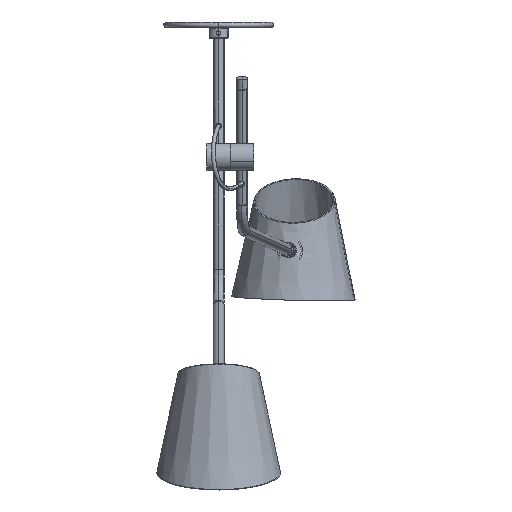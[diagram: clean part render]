
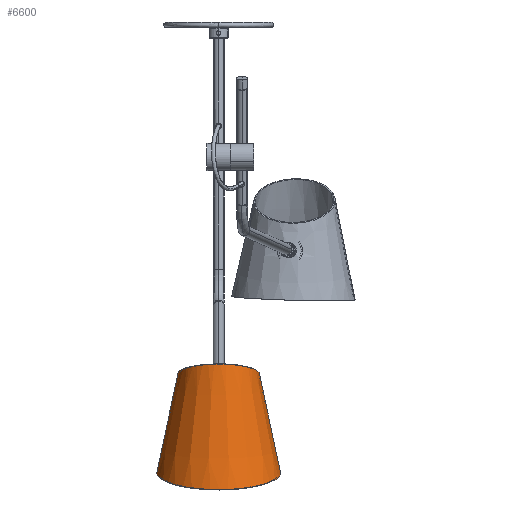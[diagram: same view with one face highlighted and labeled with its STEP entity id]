
A CAD part, top view. The second image highlights one B-rep face of the part: STEP entity #6600.
In plain terms, the highlighted conical face has half-angle 12 degrees and reference radius 43.087 mm.
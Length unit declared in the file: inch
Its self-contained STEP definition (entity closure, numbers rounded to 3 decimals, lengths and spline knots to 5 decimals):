
#742 = VECTOR ( 'NONE', #8462, 39.37008 ) ;
#1127 = VECTOR ( 'NONE', #7021, 39.37008 ) ;
#1726 = CONICAL_SURFACE ( 'NONE', #23078, 1.69635, 0.209 ) ;
#2150 = VERTEX_POINT ( 'NONE', #14296 ) ;
#3186 = VERTEX_POINT ( 'NONE', #12419 ) ;
#3837 = FACE_OUTER_BOUND ( 'NONE', #6663, .T. ) ;
#4032 = ORIENTED_EDGE ( 'NONE', *, *, #10069, .F. ) ;
#4416 = CARTESIAN_POINT ( 'NONE',  ( -2.41572, -6.10739, 10.35286 ) ) ;
#5708 = CARTESIAN_POINT ( 'NONE',  ( -0.72825, -0.1009, 8.26951 ) ) ;
#6354 = CARTESIAN_POINT ( 'NONE',  ( -3.54026, -5.29861, 7.53902 ) ) ;
#6600 = ADVANCED_FACE ( 'NONE', ( #3837 ), #1726, .F. ) ;
#6663 = EDGE_LOOP ( 'NONE', ( #23578, #4032, #14983, #15890 ) ) ;
#6907 = EDGE_CURVE ( 'NONE', #14690, #2150, #11935, .T. ) ;
#7021 = DIRECTION ( 'NONE',  ( -0.208, -0.969, -0.136 ) ) ;
#7297 = CARTESIAN_POINT ( 'NONE',  ( 1.11266, -0.77437, 8.17486 ) ) ;
#8313 = CARTESIAN_POINT ( 'NONE',  ( -0.72825, -6.10739, 10.35286 ) ) ;
#8462 = DIRECTION ( 'NONE',  ( -0.208, 0.969, 0.136 ) ) ;
#8470 = CARTESIAN_POINT ( 'NONE',  ( -3.5909, -5.76939, 9.17691 ) ) ;
#8992 = CARTESIAN_POINT ( 'NONE',  ( -2.56916, -0.77437, 8.17486 ) ) ;
#9073 = CARTESIAN_POINT ( 'NONE',  ( -2.31347, -0.0244, 11.48186 ) ) ;
#10069 = EDGE_CURVE ( 'NONE', #14690, #3186, #15660, .T. ) ;
#10989 = CARTESIAN_POINT ( 'NONE',  ( 1.59822, -3.03649, 7.85694 ) ) ;
#11096 = EDGE_CURVE ( 'NONE', #19807, #2150, #20596, .T. ) ;
#11935 =( BOUNDED_CURVE ( )  B_SPLINE_CURVE ( 3, ( #14024, #14271, #16259, #8313, #4416, #8470, #6354 ),
 .UNSPECIFIED., .F., .F. ) 
 B_SPLINE_CURVE_WITH_KNOTS ( ( 4, 3, 4 ),
 ( 4.68237, 6.28319, 7.884 ),
 .UNSPECIFIED. ) 
 CURVE ( )  GEOMETRIC_REPRESENTATION_ITEM ( )  RATIONAL_B_SPLINE_CURVE ( ( 1., 0.798, 0.798, 1., 0.798, 0.798, 1. ) ) 
 REPRESENTATION_ITEM ( '' )  );
#12419 = CARTESIAN_POINT ( 'NONE',  ( 1.11266, -0.77437, 8.17486 ) ) ;
#12706 =( BOUNDED_CURVE ( )  B_SPLINE_CURVE ( 3, ( #7297, #21000, #9073, #8992 ),
 .UNSPECIFIED., .F., .T. ) 
 B_SPLINE_CURVE_WITH_KNOTS ( ( 4, 4 ),
 ( 1.65153, 4.63165 ),
 .UNSPECIFIED. ) 
 CURVE ( )  GEOMETRIC_REPRESENTATION_ITEM ( )  RATIONAL_B_SPLINE_CURVE ( ( 1., 0.387, 0.387, 1. ) ) 
 REPRESENTATION_ITEM ( '' )  );
#14024 = CARTESIAN_POINT ( 'NONE',  ( 2.08377, -5.29861, 7.53902 ) ) ;
#14271 = CARTESIAN_POINT ( 'NONE',  ( 2.13441, -5.76939, 9.17691 ) ) ;
#14296 = CARTESIAN_POINT ( 'NONE',  ( -3.54026, -5.29861, 7.53902 ) ) ;
#14690 = VERTEX_POINT ( 'NONE', #15789 ) ;
#14983 = ORIENTED_EDGE ( 'NONE', *, *, #6907, .T. ) ;
#15336 = DIRECTION ( 'NONE',  ( 0., 0.139, -0.99 ) ) ;
#15660 = LINE ( 'NONE', #10989, #742 ) ;
#15789 = CARTESIAN_POINT ( 'NONE',  ( 2.08377, -5.29861, 7.53902 ) ) ;
#15890 = ORIENTED_EDGE ( 'NONE', *, *, #11096, .F. ) ;
#16259 = CARTESIAN_POINT ( 'NONE',  ( 0.95923, -6.10739, 10.35286 ) ) ;
#16819 = CARTESIAN_POINT ( 'NONE',  ( -3.05471, -3.03649, 7.85694 ) ) ;
#17137 = DIRECTION ( 'NONE',  ( 0., -0.99, -0.139 ) ) ;
#17264 = CARTESIAN_POINT ( 'NONE',  ( -2.56916, -0.77437, 8.17486 ) ) ;
#17746 = EDGE_CURVE ( 'NONE', #3186, #19807, #12706, .T. ) ;
#19807 = VERTEX_POINT ( 'NONE', #17264 ) ;
#20596 = LINE ( 'NONE', #16819, #1127 ) ;
#21000 = CARTESIAN_POINT ( 'NONE',  ( 0.85697, -0.0244, 11.48186 ) ) ;
#23078 = AXIS2_PLACEMENT_3D ( 'NONE', #5708, #17137, #15336 ) ;
#23578 = ORIENTED_EDGE ( 'NONE', *, *, #17746, .F. ) ;
